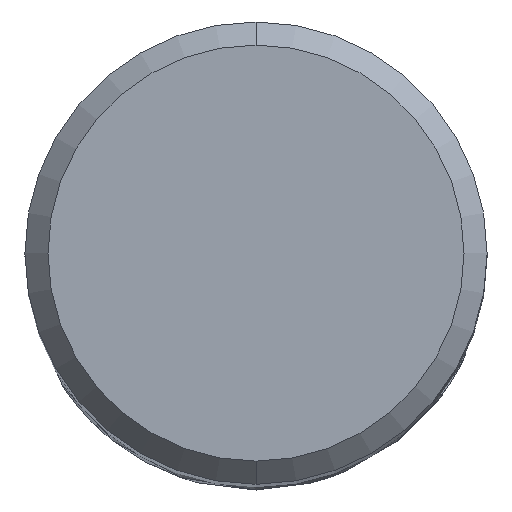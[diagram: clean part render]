
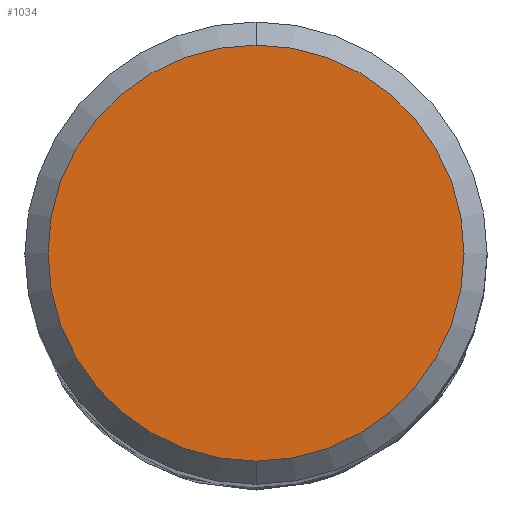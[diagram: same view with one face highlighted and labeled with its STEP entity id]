
A CAD part, top view. The second image highlights one B-rep face of the part: STEP entity #1034.
In plain terms, the highlighted planar face has unit normal (0, 0, 1).
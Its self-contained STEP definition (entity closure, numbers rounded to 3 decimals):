
#614=EDGE_CURVE('',#932,#918,#1334,.T.);
#802=EDGE_CURVE('',#918,#932,#1535,.T.);
#918=VERTEX_POINT('',#1663);
#932=VERTEX_POINT('',#1678);
#1034=ADVANCED_FACE('',(#1790),#1791,.T.);
#1334=CIRCLE('',#4463,5.4);
#1535=CIRCLE('',#5630,5.4);
#1663=CARTESIAN_POINT('',(0.0,5.4,0.0));
#1678=CARTESIAN_POINT('',(0.,-5.4,0.0));
#1790=FACE_OUTER_BOUND('',#7536,.T.);
#1791=PLANE('',#7537);
#4463=AXIS2_PLACEMENT_3D('',#7976,#7977,#7978);
#5630=AXIS2_PLACEMENT_3D('',#8187,#8188,#8189);
#7536=EDGE_LOOP('',(#8488,#8489));
#7537=AXIS2_PLACEMENT_3D('',#8490,#8491,#8492);
#7976=CARTESIAN_POINT('',(0.0,0.0,0.0));
#7977=DIRECTION('',(0.0,0.0,-1.0));
#7978=DIRECTION('',(0.0,1.0,0.0));
#8187=CARTESIAN_POINT('',(0.0,0.0,0.0));
#8188=DIRECTION('',(0.0,0.0,-1.0));
#8189=DIRECTION('',(0.0,1.0,0.0));
#8488=ORIENTED_EDGE('',*,*,#802,.F.);
#8489=ORIENTED_EDGE('',*,*,#614,.F.);
#8490=CARTESIAN_POINT('',(0.0,2.7,0.0));
#8491=DIRECTION('',(-0.0,0.0,1.0));
#8492=DIRECTION('',(0.0,-1.0,0.0));
